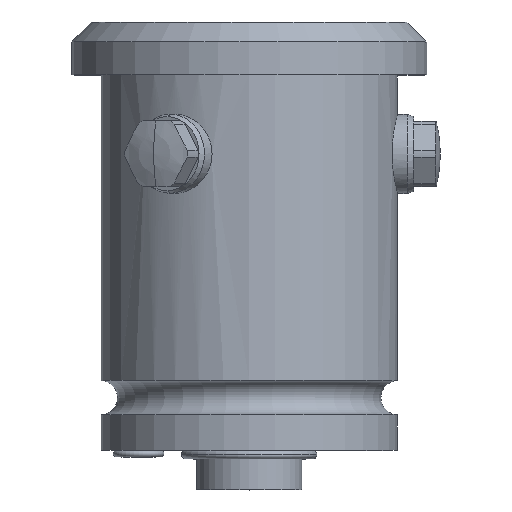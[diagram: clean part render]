
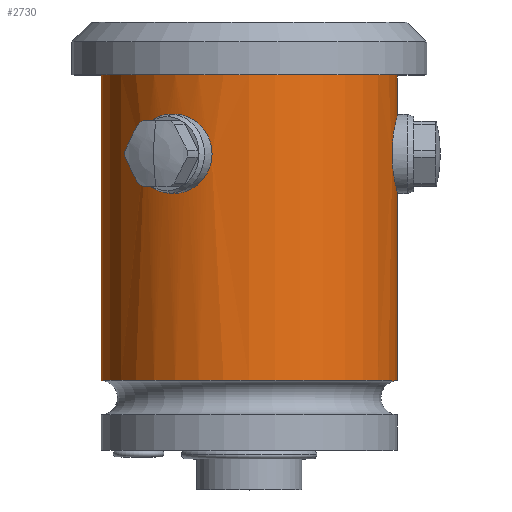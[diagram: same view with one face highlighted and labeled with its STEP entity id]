
A CAD part, top view. The second image highlights one B-rep face of the part: STEP entity #2730.
In plain terms, the highlighted cylindrical face has radius 22.5 mm (diameter 45 mm), a partial arc.
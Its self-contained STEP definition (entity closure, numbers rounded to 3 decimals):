
#157=CARTESIAN_POINT('',(22.5,39.,0.));
#175=CARTESIAN_POINT('',(22.5,51.,0.));
#224=DIRECTION('',(0.,1.,0.));
#225=VECTOR('',#224,28.402);
#226=CARTESIAN_POINT('',(22.5,10.598,0.));
#227=LINE('',#226,#225);
#231=CARTESIAN_POINT('',(0.,10.598,0.));
#232=DIRECTION('',(0.,-1.,0.));
#233=DIRECTION('',(1.,0.,0.));
#234=AXIS2_PLACEMENT_3D('',#231,#232,#233);
#239=DIRECTION('',(0.,1.,0.));
#240=VECTOR('',#239,46.402);
#241=CARTESIAN_POINT('',(-22.5,10.598,0.));
#242=LINE('',#241,#240);
#246=DIRECTION('',(0.,1.,0.));
#247=VECTOR('',#246,6.);
#248=CARTESIAN_POINT('',(22.5,51.,0.));
#249=LINE('',#248,#247);
#253=CARTESIAN_POINT('',(22.5,51.,0.));
#254=CARTESIAN_POINT('',(22.5,51.,0.396));
#255=CARTESIAN_POINT('',(22.479,50.923,1.172));
#256=CARTESIAN_POINT('',(22.391,50.581,2.305));
#257=CARTESIAN_POINT('',(22.258,50.029,3.341));
#258=CARTESIAN_POINT('',(22.101,49.29,4.249));
#259=CARTESIAN_POINT('',(21.941,48.388,4.998));
#260=CARTESIAN_POINT('',(21.804,47.354,5.561));
#261=CARTESIAN_POINT('',(21.709,46.217,5.916));
#262=CARTESIAN_POINT('',(21.674,45.027,6.039));
#263=CARTESIAN_POINT('',(21.706,43.838,5.926));
#264=CARTESIAN_POINT('',(21.798,42.698,5.583));
#265=CARTESIAN_POINT('',(21.935,41.652,5.026));
#266=CARTESIAN_POINT('',(22.095,40.737,4.277));
#267=CARTESIAN_POINT('',(22.254,39.986,3.365));
#268=CARTESIAN_POINT('',(22.389,39.426,2.323));
#269=CARTESIAN_POINT('',(22.479,39.078,1.182));
#270=CARTESIAN_POINT('',(22.5,39.,0.4));
#271=CARTESIAN_POINT('',(22.5,39.,0.));
#276=CARTESIAN_POINT('',(-11.25,39.,19.486));
#277=CARTESIAN_POINT('',(-10.888,39.,19.694));
#278=CARTESIAN_POINT('',(-10.167,39.085,20.084));
#279=CARTESIAN_POINT('',(-9.078,39.469,20.598));
#280=CARTESIAN_POINT('',(-8.047,40.101,21.021));
#281=CARTESIAN_POINT('',(-7.132,40.959,21.346));
#282=CARTESIAN_POINT('',(-6.398,41.997,21.574));
#283=CARTESIAN_POINT('',(-5.892,43.155,21.716));
#284=CARTESIAN_POINT('',(-5.636,44.379,21.783));
#285=CARTESIAN_POINT('',(-5.636,45.621,21.783));
#286=CARTESIAN_POINT('',(-5.892,46.845,21.716));
#287=CARTESIAN_POINT('',(-6.398,48.003,21.574));
#288=CARTESIAN_POINT('',(-7.132,49.041,21.346));
#289=CARTESIAN_POINT('',(-8.047,49.899,21.021));
#290=CARTESIAN_POINT('',(-9.078,50.531,20.598));
#291=CARTESIAN_POINT('',(-10.167,50.915,20.084));
#292=CARTESIAN_POINT('',(-10.888,51.,19.694));
#293=CARTESIAN_POINT('',(-11.25,51.,19.486));
#298=CARTESIAN_POINT('',(-11.25,51.,19.486));
#299=CARTESIAN_POINT('',(-11.612,51.,19.277));
#300=CARTESIAN_POINT('',(-12.31,50.915,18.847));
#301=CARTESIAN_POINT('',(-13.3,50.531,18.161));
#302=CARTESIAN_POINT('',(-14.181,49.899,17.479));
#303=CARTESIAN_POINT('',(-14.92,49.041,16.849));
#304=CARTESIAN_POINT('',(-15.485,48.003,16.328));
#305=CARTESIAN_POINT('',(-15.861,46.844,15.961));
#306=CARTESIAN_POINT('',(-16.047,45.621,15.772));
#307=CARTESIAN_POINT('',(-16.047,44.379,15.772));
#308=CARTESIAN_POINT('',(-15.861,43.156,15.961));
#309=CARTESIAN_POINT('',(-15.485,41.997,16.328));
#310=CARTESIAN_POINT('',(-14.92,40.959,16.849));
#311=CARTESIAN_POINT('',(-14.181,40.101,17.479));
#312=CARTESIAN_POINT('',(-13.3,39.469,18.161));
#313=CARTESIAN_POINT('',(-12.31,39.085,18.847));
#314=CARTESIAN_POINT('',(-11.612,39.,19.277));
#315=CARTESIAN_POINT('',(-11.25,39.,19.486));
#1118=CARTESIAN_POINT('',(0.,57.,0.));
#1119=DIRECTION('',(0.,-1.,0.));
#1120=DIRECTION('',(1.,0.,0.));
#1121=AXIS2_PLACEMENT_3D('',#1118,#1119,#1120);
#2274=CARTESIAN_POINT('',(22.5,10.598,0.));
#2275=VERTEX_POINT('',#2274);
#2290=CARTESIAN_POINT('',(-22.5,10.598,0.));
#2291=VERTEX_POINT('',#2290);
#2292=CARTESIAN_POINT('',(-22.5,57.,0.));
#2293=VERTEX_POINT('',#2292);
#2304=CARTESIAN_POINT('',(22.5,57.,0.));
#2305=VERTEX_POINT('',#2304);
#2418=VERTEX_POINT('',#157);
#2419=VERTEX_POINT('',#175);
#2600=VERTEX_POINT('',#276);
#2601=VERTEX_POINT('',#293);
#2708=CARTESIAN_POINT('',(0.,0.,0.));
#2709=DIRECTION('',(0.,1.,0.));
#2710=DIRECTION('',(1.,0.,0.));
#2711=AXIS2_PLACEMENT_3D('',#2708,#2709,#2710);
#2712=CYLINDRICAL_SURFACE('',#2711,22.5);
#2713=ORIENTED_EDGE('',*,*,#2696,.F.);
#2715=ORIENTED_EDGE('',*,*,#2714,.T.);
#2716=ORIENTED_EDGE('',*,*,#2692,.T.);
#2718=ORIENTED_EDGE('',*,*,#2717,.F.);
#2719=ORIENTED_EDGE('',*,*,#2688,.F.);
#2721=ORIENTED_EDGE('',*,*,#2720,.T.);
#2722=EDGE_LOOP('',(#2713,#2715,#2716,#2718,#2719,#2721));
#2723=FACE_OUTER_BOUND('',#2722,.F.);
#2725=ORIENTED_EDGE('',*,*,#2724,.T.);
#2727=ORIENTED_EDGE('',*,*,#2726,.T.);
#2728=EDGE_LOOP('',(#2725,#2727));
#2729=FACE_BOUND('',#2728,.F.);
#235=CIRCLE('',#234,22.5);
#272=B_SPLINE_CURVE_WITH_KNOTS('',3,(#253,#254,#255,#256,#257,#258,#259,#260,
#261,#262,#263,#264,#265,#266,#267,#268,#269,#270,#271),.UNSPECIFIED.,.F.,.F.,
(4,1,1,1,1,1,1,1,1,1,1,1,1,1,1,1,4),(0.,0.063,0.125,0.188,0.25,
0.313,0.375,0.438,0.5,0.563,0.625,0.688,0.75,0.813,
0.875,0.938,1.),.UNSPECIFIED.);
#294=B_SPLINE_CURVE_WITH_KNOTS('',3,(#276,#277,#278,#279,#280,#281,#282,#283,
#284,#285,#286,#287,#288,#289,#290,#291,#292,#293),.UNSPECIFIED.,.F.,.F.,(4,1,1,
1,1,1,1,1,1,1,1,1,1,1,1,4),(0.,0.067,0.133,0.2,
0.267,0.333,0.4,0.467,0.533,
0.6,0.667,0.733,0.8,0.867,
0.933,1.),.UNSPECIFIED.);
#316=B_SPLINE_CURVE_WITH_KNOTS('',3,(#298,#299,#300,#301,#302,#303,#304,#305,
#306,#307,#308,#309,#310,#311,#312,#313,#314,#315),.UNSPECIFIED.,.F.,.F.,(4,1,1,
1,1,1,1,1,1,1,1,1,1,1,1,4),(0.,0.067,0.133,0.2,
0.267,0.333,0.4,0.467,0.533,
0.6,0.667,0.733,0.8,0.867,
0.933,1.),.UNSPECIFIED.);
#1122=CIRCLE('',#1121,22.5);
#2688=EDGE_CURVE('',#2419,#2305,#249,.T.);
#2692=EDGE_CURVE('',#2291,#2293,#242,.T.);
#2696=EDGE_CURVE('',#2275,#2418,#227,.T.);
#2714=EDGE_CURVE('',#2275,#2291,#235,.T.);
#2717=EDGE_CURVE('',#2305,#2293,#1122,.T.);
#2720=EDGE_CURVE('',#2419,#2418,#272,.T.);
#2724=EDGE_CURVE('',#2600,#2601,#294,.T.);
#2726=EDGE_CURVE('',#2601,#2600,#316,.T.);
#2730=ADVANCED_FACE('',(#2723,#2729),#2712,.T.);
